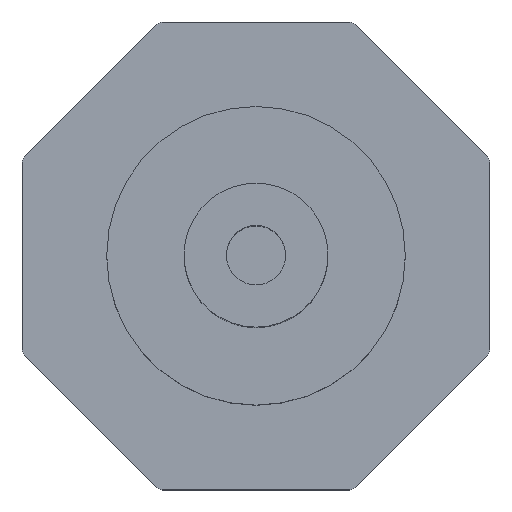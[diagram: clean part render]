
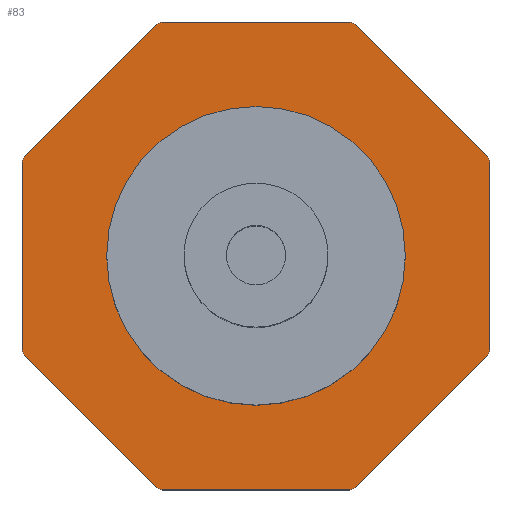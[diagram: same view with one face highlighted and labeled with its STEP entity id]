
A CAD part, top view. The second image highlights one B-rep face of the part: STEP entity #83.
In plain terms, the highlighted planar face has unit normal (0, 0, 1).
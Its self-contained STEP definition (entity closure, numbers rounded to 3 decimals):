
#83=ADVANCED_FACE('',(#196,#197),#111,.T.);
#111=PLANE('',#591);
#151=LINE('',#897,#183);
#152=LINE('',#898,#184);
#153=LINE('',#899,#185);
#154=LINE('',#900,#186);
#155=LINE('',#901,#187);
#156=LINE('',#902,#188);
#157=LINE('',#903,#189);
#158=LINE('',#904,#190);
#183=VECTOR('',#717,1.);
#184=VECTOR('',#718,1.);
#185=VECTOR('',#719,1.);
#186=VECTOR('',#720,1.);
#187=VECTOR('',#721,1.);
#188=VECTOR('',#722,1.);
#189=VECTOR('',#723,1.);
#190=VECTOR('',#724,1.);
#196=FACE_BOUND('',#237,.T.);
#197=FACE_BOUND('',#238,.T.);
#237=EDGE_LOOP('',(#330));
#238=EDGE_LOOP('',(#331,#332,#333,#334,#335,#336,#337,#338,#339,#340,#341,
#342,#343,#344,#345,#346));
#330=ORIENTED_EDGE('',*,*,#504,.F.);
#331=ORIENTED_EDGE('',*,*,#505,.F.);
#332=ORIENTED_EDGE('',*,*,#485,.T.);
#333=ORIENTED_EDGE('',*,*,#506,.F.);
#334=ORIENTED_EDGE('',*,*,#488,.T.);
#335=ORIENTED_EDGE('',*,*,#507,.F.);
#336=ORIENTED_EDGE('',*,*,#497,.T.);
#337=ORIENTED_EDGE('',*,*,#508,.F.);
#338=ORIENTED_EDGE('',*,*,#493,.T.);
#339=ORIENTED_EDGE('',*,*,#509,.F.);
#340=ORIENTED_EDGE('',*,*,#490,.T.);
#341=ORIENTED_EDGE('',*,*,#510,.F.);
#342=ORIENTED_EDGE('',*,*,#503,.T.);
#343=ORIENTED_EDGE('',*,*,#511,.F.);
#344=ORIENTED_EDGE('',*,*,#499,.T.);
#345=ORIENTED_EDGE('',*,*,#512,.F.);
#346=ORIENTED_EDGE('',*,*,#481,.T.);
#430=VERTEX_POINT('',#848);
#431=VERTEX_POINT('',#850);
#432=VERTEX_POINT('',#854);
#433=VERTEX_POINT('',#856);
#434=VERTEX_POINT('',#860);
#435=VERTEX_POINT('',#862);
#436=VERTEX_POINT('',#866);
#437=VERTEX_POINT('',#868);
#438=VERTEX_POINT('',#872);
#439=VERTEX_POINT('',#874);
#440=VERTEX_POINT('',#878);
#441=VERTEX_POINT('',#880);
#442=VERTEX_POINT('',#884);
#443=VERTEX_POINT('',#886);
#444=VERTEX_POINT('',#890);
#445=VERTEX_POINT('',#892);
#446=VERTEX_POINT('',#896);
#481=EDGE_CURVE('',#431,#430,#538,.T.);
#485=EDGE_CURVE('',#432,#433,#539,.T.);
#488=EDGE_CURVE('',#434,#435,#540,.T.);
#490=EDGE_CURVE('',#437,#436,#541,.T.);
#493=EDGE_CURVE('',#439,#438,#542,.T.);
#497=EDGE_CURVE('',#440,#441,#543,.T.);
#499=EDGE_CURVE('',#443,#442,#544,.T.);
#503=EDGE_CURVE('',#444,#445,#545,.T.);
#504=EDGE_CURVE('',#446,#446,#546,.T.);
#505=EDGE_CURVE('',#432,#430,#151,.T.);
#506=EDGE_CURVE('',#434,#433,#152,.T.);
#507=EDGE_CURVE('',#440,#435,#153,.T.);
#508=EDGE_CURVE('',#439,#441,#154,.T.);
#509=EDGE_CURVE('',#437,#438,#155,.T.);
#510=EDGE_CURVE('',#444,#436,#156,.T.);
#511=EDGE_CURVE('',#443,#445,#157,.T.);
#512=EDGE_CURVE('',#431,#442,#158,.T.);
#538=CIRCLE('',#574,14.);
#539=CIRCLE('',#576,14.);
#540=CIRCLE('',#578,14.);
#541=CIRCLE('',#580,14.);
#542=CIRCLE('',#582,14.);
#543=CIRCLE('',#584,14.);
#544=CIRCLE('',#586,14.);
#545=CIRCLE('',#588,14.);
#546=CIRCLE('',#590,8.297);
#574=AXIS2_PLACEMENT_3D('',#849,#668,#669);
#576=AXIS2_PLACEMENT_3D('',#857,#675,#676);
#578=AXIS2_PLACEMENT_3D('',#863,#681,#682);
#580=AXIS2_PLACEMENT_3D('',#867,#686,#687);
#582=AXIS2_PLACEMENT_3D('',#873,#692,#693);
#584=AXIS2_PLACEMENT_3D('',#881,#699,#700);
#586=AXIS2_PLACEMENT_3D('',#885,#704,#705);
#588=AXIS2_PLACEMENT_3D('',#893,#711,#712);
#590=AXIS2_PLACEMENT_3D('',#895,#715,#716);
#591=AXIS2_PLACEMENT_3D('',#905,#725,#726);
#668=DIRECTION('',(0.,0.,1.));
#669=DIRECTION('',(1.,0.,0.));
#675=DIRECTION('',(0.,0.,1.));
#676=DIRECTION('',(1.,0.,0.));
#681=DIRECTION('',(0.,0.,1.));
#682=DIRECTION('',(1.,0.,0.));
#686=DIRECTION('',(0.,0.,1.));
#687=DIRECTION('',(1.,0.,0.));
#692=DIRECTION('',(0.,0.,1.));
#693=DIRECTION('',(1.,0.,0.));
#699=DIRECTION('',(0.,0.,1.));
#700=DIRECTION('',(1.,0.,0.));
#704=DIRECTION('',(0.,0.,1.));
#705=DIRECTION('',(1.,0.,0.));
#711=DIRECTION('',(0.,0.,1.));
#712=DIRECTION('',(1.,0.,0.));
#715=DIRECTION('',(0.,0.,1.));
#716=DIRECTION('',(1.,0.,0.));
#717=DIRECTION('',(0.,1.,0.));
#718=DIRECTION('',(-0.707,0.707,0.));
#719=DIRECTION('',(-1.,0.,0.));
#720=DIRECTION('',(-0.707,-0.707,0.));
#721=DIRECTION('',(0.,-1.,0.));
#722=DIRECTION('',(0.707,-0.707,0.));
#723=DIRECTION('',(1.,0.,0.));
#724=DIRECTION('',(0.707,0.707,0.));
#725=DIRECTION('',(0.,0.,1.));
#726=DIRECTION('',(1.,0.,0.));
#848=CARTESIAN_POINT('',(-13.,5.196,0.));
#849=CARTESIAN_POINT('',(0.,0.,0.));
#850=CARTESIAN_POINT('',(-12.867,5.518,0.));
#854=CARTESIAN_POINT('',(-13.,-5.196,0.));
#856=CARTESIAN_POINT('',(-12.867,-5.518,0.));
#857=CARTESIAN_POINT('',(0.,0.,0.));
#860=CARTESIAN_POINT('',(-5.518,-12.867,0.));
#862=CARTESIAN_POINT('',(-5.196,-13.,0.));
#863=CARTESIAN_POINT('',(0.,0.,0.));
#866=CARTESIAN_POINT('',(12.867,5.518,0.));
#867=CARTESIAN_POINT('',(0.,0.,0.));
#868=CARTESIAN_POINT('',(13.,5.196,0.));
#872=CARTESIAN_POINT('',(13.,-5.196,0.));
#873=CARTESIAN_POINT('',(0.,0.,0.));
#874=CARTESIAN_POINT('',(12.867,-5.518,0.));
#878=CARTESIAN_POINT('',(5.196,-13.,0.));
#880=CARTESIAN_POINT('',(5.518,-12.867,0.));
#881=CARTESIAN_POINT('',(0.,0.,0.));
#884=CARTESIAN_POINT('',(-5.518,12.867,0.));
#885=CARTESIAN_POINT('',(0.,0.,0.));
#886=CARTESIAN_POINT('',(-5.196,13.,0.));
#890=CARTESIAN_POINT('',(5.518,12.867,0.));
#892=CARTESIAN_POINT('',(5.196,13.,0.));
#893=CARTESIAN_POINT('',(0.,0.,0.));
#895=CARTESIAN_POINT('',(0.,0.,0.));
#896=CARTESIAN_POINT('',(8.297,0.,0.));
#897=CARTESIAN_POINT('',(-13.,0.,0.));
#898=CARTESIAN_POINT('',(-9.192,-9.192,0.));
#899=CARTESIAN_POINT('',(0.,-13.,0.));
#900=CARTESIAN_POINT('',(9.192,-9.192,0.));
#901=CARTESIAN_POINT('',(13.,0.,0.));
#902=CARTESIAN_POINT('',(9.192,9.192,0.));
#903=CARTESIAN_POINT('',(0.,13.,0.));
#904=CARTESIAN_POINT('',(-9.192,9.192,0.));
#905=CARTESIAN_POINT('',(0.,0.,0.));
